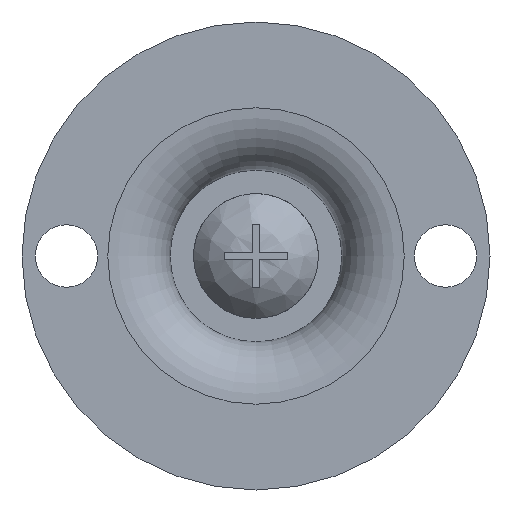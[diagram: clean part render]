
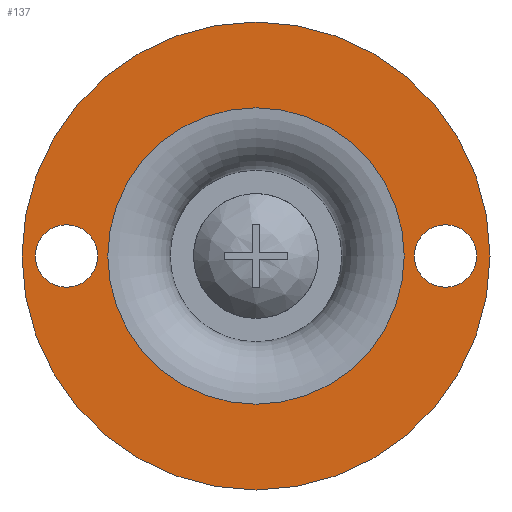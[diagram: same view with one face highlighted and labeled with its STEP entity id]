
A CAD part, front view. The second image highlights one B-rep face of the part: STEP entity #137.
In plain terms, the highlighted planar face has unit normal (0, -1, 0).
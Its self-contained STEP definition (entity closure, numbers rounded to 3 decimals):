
#137 = ADVANCED_FACE( '', ( #290, #291, #292, #293 ), #294, .F. );
#290 = FACE_BOUND( '', #491, .T. );
#291 = FACE_BOUND( '', #492, .T. );
#292 = FACE_OUTER_BOUND( '', #493, .T. );
#293 = FACE_BOUND( '', #494, .T. );
#294 = PLANE( '', #495 );
#491 = EDGE_LOOP( '', ( #802 ) );
#492 = EDGE_LOOP( '', ( #803 ) );
#493 = EDGE_LOOP( '', ( #804 ) );
#494 = EDGE_LOOP( '', ( #805 ) );
#495 = AXIS2_PLACEMENT_3D( '', #806, #807, #808 );
#802 = ORIENTED_EDGE( '', *, *, #1035, .F. );
#803 = ORIENTED_EDGE( '', *, *, #1016, .F. );
#804 = ORIENTED_EDGE( '', *, *, #957, .T. );
#805 = ORIENTED_EDGE( '', *, *, #1036, .T. );
#806 = CARTESIAN_POINT( '', ( 15., 0., 0. ) );
#807 = DIRECTION( '', ( 0., 1., 0. ) );
#808 = DIRECTION( '', ( 0., 0., 1. ) );
#957 = EDGE_CURVE( '', #1126, #1126, #1127, .T. );
#1016 = EDGE_CURVE( '', #1212, #1212, #1213, .F. );
#1035 = EDGE_CURVE( '', #1235, #1235, #1236, .T. );
#1036 = EDGE_CURVE( '', #1237, #1237, #1238, .T. );
#1126 = VERTEX_POINT( '', #1451 );
#1127 = CIRCLE( '', #1452, 15. );
#1212 = VERTEX_POINT( '', #1580 );
#1213 = CIRCLE( '', #1581, 2. );
#1235 = VERTEX_POINT( '', #1623 );
#1236 = CIRCLE( '', #1624, 9.5 );
#1237 = VERTEX_POINT( '', #1625 );
#1238 = CIRCLE( '', #1626, 2. );
#1451 = CARTESIAN_POINT( '', ( 0., 0., -15. ) );
#1452 = AXIS2_PLACEMENT_3D( '', #1681, #1682, #1683 );
#1580 = CARTESIAN_POINT( '', ( 12.15, 0., 2. ) );
#1581 = AXIS2_PLACEMENT_3D( '', #1752, #1753, #1754 );
#1623 = CARTESIAN_POINT( '', ( 0., 0., -9.5 ) );
#1624 = AXIS2_PLACEMENT_3D( '', #1760, #1761, #1762 );
#1625 = CARTESIAN_POINT( '', ( -10.15, 0., 0. ) );
#1626 = AXIS2_PLACEMENT_3D( '', #1763, #1764, #1765 );
#1681 = CARTESIAN_POINT( '', ( 0., 0., 0. ) );
#1682 = DIRECTION( '', ( 0., -1., 0. ) );
#1683 = DIRECTION( '', ( 0., 0., -1. ) );
#1752 = CARTESIAN_POINT( '', ( 12.15, 0., 0. ) );
#1753 = DIRECTION( '', ( 0., 1., 0. ) );
#1754 = DIRECTION( '', ( 0., 0., 1. ) );
#1760 = CARTESIAN_POINT( '', ( 0., 0., 0. ) );
#1761 = DIRECTION( '', ( 0., -1., 0. ) );
#1762 = DIRECTION( '', ( 0., 0., -1. ) );
#1763 = CARTESIAN_POINT( '', ( -12.15, 0., 0. ) );
#1764 = DIRECTION( '', ( 0., 1., 0. ) );
#1765 = DIRECTION( '', ( 1., 0., 0. ) );
